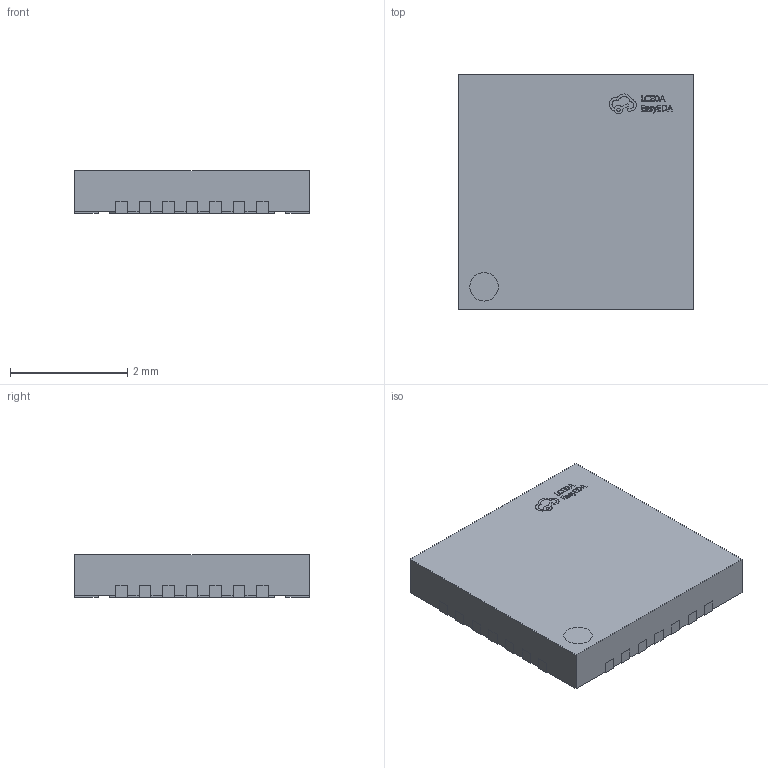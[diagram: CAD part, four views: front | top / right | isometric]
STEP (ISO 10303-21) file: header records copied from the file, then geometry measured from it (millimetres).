
FILE_DESCRIPTION (( 'STEP AP214' ), '1' );
FILE_NAME ('QFN-28_L4.0-W4.0-P0.40-BL-EP2.8.STEP', '2023-07-19T16:18:47', ( '微软用户' ), ( '微软中国' ), 'SwSTEP 2.0', 'SolidWorks 2020', '' );
FILE_SCHEMA (( 'AUTOMOTIVE_DESIGN' ));
Length unit declared in the file: millimetre
Products named in the file (1): QFN-28_L4.0-W4.0-P0.40-BL-EP2.8
Bounding box: 4 x 4 x 0.72 mm (x, y, z)
Volume: 11.4 mm3; surface area: 78.2 mm2
Topology: 30 solids, 30 shells, 526 faces, 1335 edges, 890 vertices
Faces by surface type: plane 426, bspline 98, cylinder 2
Entity records: 20898 total; most frequent: CARTESIAN_POINT 4058, ORIENTED_EDGE 2670, DIRECTION 1997, EDGE_CURVE 1335, LINE 1131, VECTOR 1131, VERTEX_POINT 890, EDGE_LOOP 547
